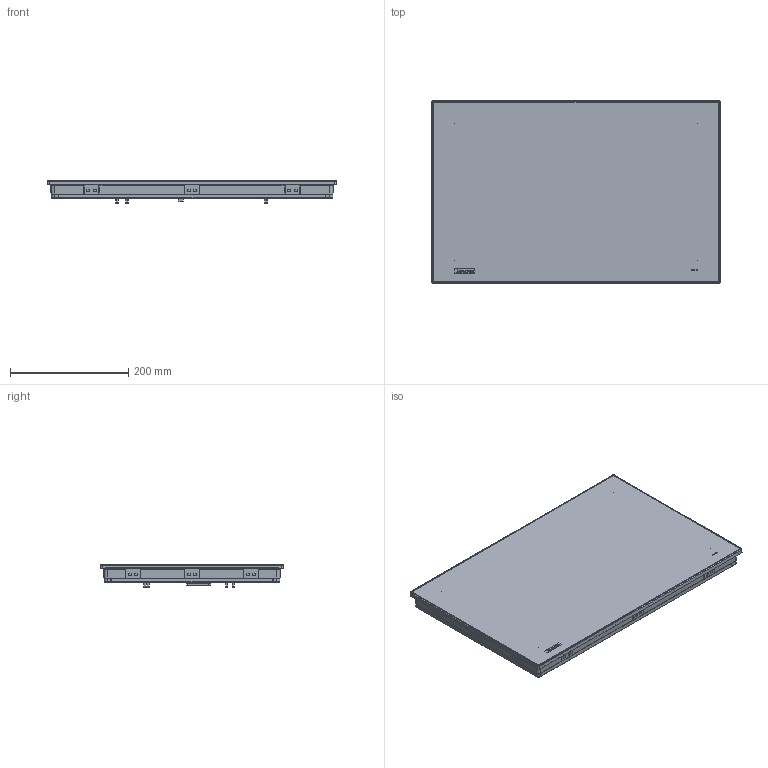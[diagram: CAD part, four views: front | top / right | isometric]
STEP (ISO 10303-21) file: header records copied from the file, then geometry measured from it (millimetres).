
FILE_DESCRIPTION (( 'STEP AP214' ), '1' );
FILE_NAME ('FPM-D18W-FCE.STEP', '2024-05-28T02:00:11', ( '' ), ( '' ), 'SwSTEP 2.0', 'SolidWorks 2022', '' );
FILE_SCHEMA (( 'AUTOMOTIVE_DESIGN' ));
Length unit declared in the file: millimetre
Products named in the file (1): FPM-D18W-FCE
Bounding box: 488 x 309 x 38.7 mm (x, y, z)
Volume: 4318712.6 mm3; surface area: 434877.2 mm2
Topology: 1 solids, 3 shells, 1650 faces, 4378 edges, 2852 vertices
Faces by surface type: plane 1183, cylinder 288, cone 88, bspline 59, torus 32
Entity records: 51796 total; most frequent: CARTESIAN_POINT 10598, ORIENTED_EDGE 8756, DIRECTION 7910, EDGE_CURVE 4378, LINE 3470, VECTOR 3470, VERTEX_POINT 2852, AXIS2_PLACEMENT_3D 2220
